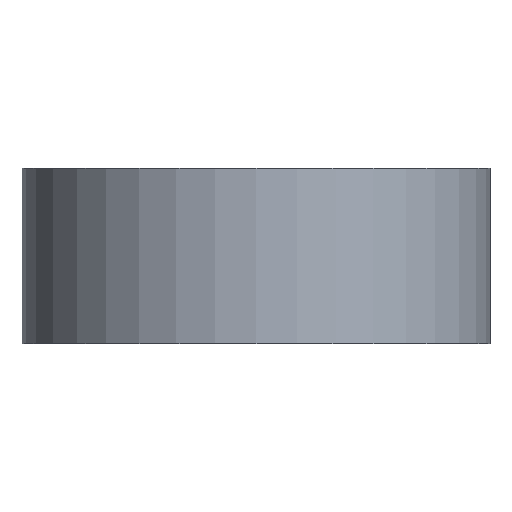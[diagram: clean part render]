
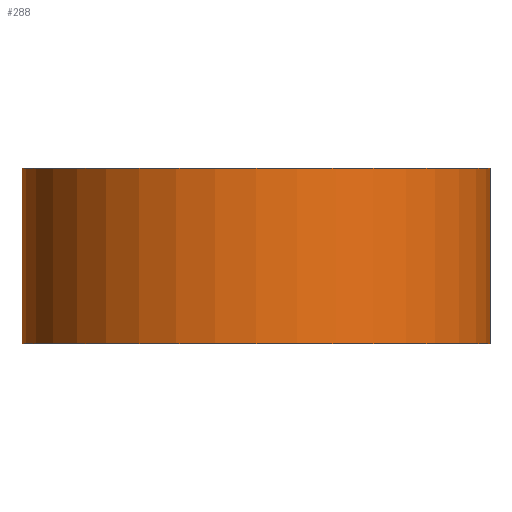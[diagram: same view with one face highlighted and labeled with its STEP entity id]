
A CAD part, front view. The second image highlights one B-rep face of the part: STEP entity #288.
In plain terms, the highlighted cylindrical face has radius 40 mm (diameter 80 mm), a full revolution.
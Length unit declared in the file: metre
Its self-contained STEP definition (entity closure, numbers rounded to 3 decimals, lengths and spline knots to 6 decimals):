
#13=CYLINDRICAL_SURFACE('',#325,0.04);
#24=CIRCLE('',#326,0.04);
#25=CIRCLE('',#327,0.04);
#56=ORIENTED_EDGE('',*,*,#132,.T.);
#57=ORIENTED_EDGE('',*,*,#133,.F.);
#132=EDGE_CURVE('',#168,#168,#24,.T.);
#133=EDGE_CURVE('',#169,#169,#25,.T.);
#168=VERTEX_POINT('',#474);
#169=VERTEX_POINT('',#476);
#237=EDGE_LOOP('',(#56));
#238=EDGE_LOOP('',(#57));
#259=FACE_BOUND('',#237,.T.);
#260=FACE_BOUND('',#238,.T.);
#288=ADVANCED_FACE('',(#259,#260),#13,.T.);
#325=AXIS2_PLACEMENT_3D('',#472,#381,#382);
#326=AXIS2_PLACEMENT_3D('',#473,#383,#384);
#327=AXIS2_PLACEMENT_3D('',#475,#385,#386);
#381=DIRECTION('',(0.,0.,-1.));
#382=DIRECTION('',(-1.,0.,0.));
#383=DIRECTION('',(0.,0.,1.));
#384=DIRECTION('',(1.,0.,0.));
#385=DIRECTION('',(0.,0.,1.));
#386=DIRECTION('',(1.,0.,0.));
#472=CARTESIAN_POINT('',(-0.067221,0.022004,0.004));
#473=CARTESIAN_POINT('',(-0.067221,0.022004,0.));
#474=CARTESIAN_POINT('',(-0.027221,0.022004,0.));
#475=CARTESIAN_POINT('',(-0.067221,0.022004,0.03));
#476=CARTESIAN_POINT('',(-0.027221,0.022004,0.03));
